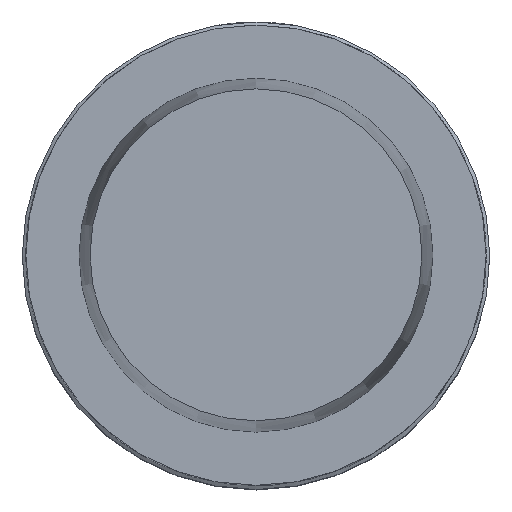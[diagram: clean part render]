
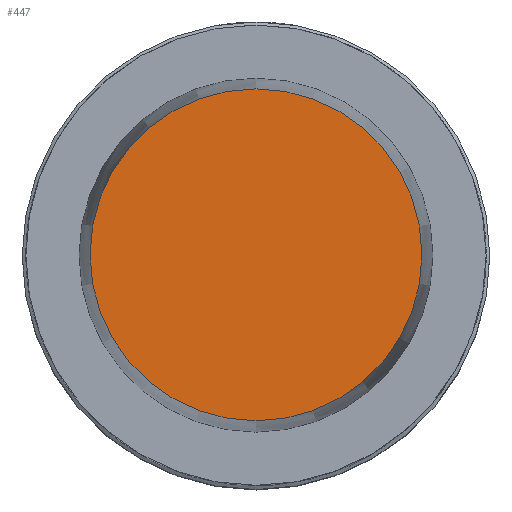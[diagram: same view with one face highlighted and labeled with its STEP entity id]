
A CAD part, top view. The second image highlights one B-rep face of the part: STEP entity #447.
In plain terms, the highlighted planar face has unit normal (0, 0, 1).
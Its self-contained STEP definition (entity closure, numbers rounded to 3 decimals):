
#432=EDGE_CURVE('240[2]',#940,#940,#941,.T.);
#447=ADVANCED_FACE('240[2]',(#959),#960,.T.);
#940=VERTEX_POINT('',#1751);
#941=CIRCLE('',#1752,22.715);
#959=FACE_OUTER_BOUND('',#1812,.T.);
#960=PLANE('',#1813);
#1751=CARTESIAN_POINT('',(0.,22.715,32.0));
#1752=AXIS2_PLACEMENT_3D('',#2502,#2503,#2504);
#1812=EDGE_LOOP('',(#2522));
#1813=AXIS2_PLACEMENT_3D('',#2523,#2524,#2525);
#2502=CARTESIAN_POINT('',(0.,0.,32.0));
#2503=DIRECTION('',(0.,0.,-1.0));
#2504=DIRECTION('',(0.,1.0,0.));
#2522=ORIENTED_EDGE('',*,*,#432,.F.);
#2523=CARTESIAN_POINT('',(0.,11.357,32.0));
#2524=DIRECTION('',(0.,0.,1.0));
#2525=DIRECTION('',(1.0,0.,0.0));
